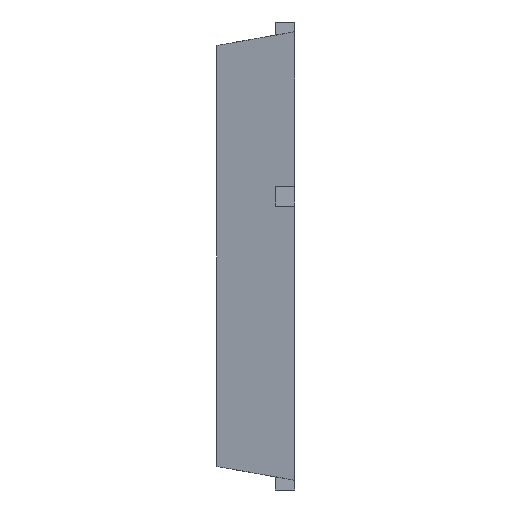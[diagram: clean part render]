
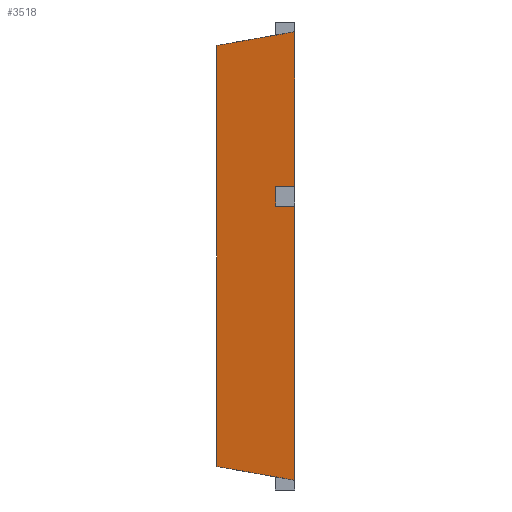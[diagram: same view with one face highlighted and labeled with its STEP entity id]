
A CAD part, left-side view. The second image highlights one B-rep face of the part: STEP entity #3518.
In plain terms, the highlighted planar face has unit normal (-0.985, 0.174, 0).
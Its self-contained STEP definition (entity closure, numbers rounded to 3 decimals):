
#99 = CARTESIAN_POINT ( 'NONE',  ( -2.45, 0., 0.89 ) ) ;
#160 = VECTOR ( 'NONE', #7054, 1000. ) ;
#321 = EDGE_CURVE ( 'NONE', #6765, #3491, #2474, .T. ) ;
#326 = CARTESIAN_POINT ( 'NONE',  ( -2.45, 0., 2.875 ) ) ;
#331 = EDGE_CURVE ( 'NONE', #4465, #5882, #5564, .T. ) ;
#696 = VECTOR ( 'NONE', #5357, 1000. ) ;
#700 = LINE ( 'NONE', #5919, #4878 ) ;
#878 = CARTESIAN_POINT ( 'NONE',  ( -2.45, 0., 2.875 ) ) ;
#939 = VECTOR ( 'NONE', #6294, 1000. ) ;
#1039 = EDGE_LOOP ( 'NONE', ( #5521, #4414, #2865, #6712, #3277, #7263, #7125, #1830 ) ) ;
#1086 = PLANE ( 'NONE',  #1832 ) ;
#1109 = VERTEX_POINT ( 'NONE', #5848 ) ;
#1305 = VECTOR ( 'NONE', #7151, 1000. ) ;
#1584 = DIRECTION ( 'NONE',  ( 0., 0., 1. ) ) ;
#1653 = VERTEX_POINT ( 'NONE', #6447 ) ;
#1830 = ORIENTED_EDGE ( 'NONE', *, *, #3763, .T. ) ;
#1832 = AXIS2_PLACEMENT_3D ( 'NONE', #2807, #5693, #5202 ) ;
#2004 = CARTESIAN_POINT ( 'NONE',  ( -2.45, 0., -2.875 ) ) ;
#2177 = CARTESIAN_POINT ( 'NONE',  ( -2.45, 0., 0.89 ) ) ;
#2474 = LINE ( 'NONE', #878, #696 ) ;
#2807 = CARTESIAN_POINT ( 'NONE',  ( -2.45, 0., 2.875 ) ) ;
#2865 = ORIENTED_EDGE ( 'NONE', *, *, #6267, .F. ) ;
#3277 = ORIENTED_EDGE ( 'NONE', *, *, #6895, .T. ) ;
#3491 = VERTEX_POINT ( 'NONE', #6209 ) ;
#3518 = ADVANCED_FACE ( 'NONE', ( #4697 ), #1086, .T. ) ;
#3747 = VECTOR ( 'NONE', #6207, 1000. ) ;
#3763 = EDGE_CURVE ( 'NONE', #4015, #6765, #6507, .T. ) ;
#4015 = VERTEX_POINT ( 'NONE', #5512 ) ;
#4075 = DIRECTION ( 'NONE',  ( 0., 0., -1. ) ) ;
#4414 = ORIENTED_EDGE ( 'NONE', *, *, #4737, .T. ) ;
#4465 = VERTEX_POINT ( 'NONE', #2177 ) ;
#4684 = CARTESIAN_POINT ( 'NONE',  ( -2.282, 0.955, -2.707 ) ) ;
#4697 = FACE_OUTER_BOUND ( 'NONE', #1039, .T. ) ;
#4737 = EDGE_CURVE ( 'NONE', #3491, #1109, #6316, .T. ) ;
#4878 = VECTOR ( 'NONE', #4075, 1000. ) ;
#4939 = CARTESIAN_POINT ( 'NONE',  ( -2.406, 0.25, 0.89 ) ) ;
#5079 = CARTESIAN_POINT ( 'NONE',  ( -2.45, 0., 0.64 ) ) ;
#5131 = EDGE_CURVE ( 'NONE', #6848, #1653, #7300, .T. ) ;
#5137 = LINE ( 'NONE', #7346, #939 ) ;
#5202 = DIRECTION ( 'NONE',  ( -0.174, -0.985, 0. ) ) ;
#5207 = LINE ( 'NONE', #6888, #5483 ) ;
#5357 = DIRECTION ( 'NONE',  ( 0., 0., 1. ) ) ;
#5483 = VECTOR ( 'NONE', #1584, 1000. ) ;
#5512 = CARTESIAN_POINT ( 'NONE',  ( -2.274, 1., -2.699 ) ) ;
#5516 = CARTESIAN_POINT ( 'NONE',  ( -2.274, 1., 2.699 ) ) ;
#5521 = ORIENTED_EDGE ( 'NONE', *, *, #321, .T. ) ;
#5564 = LINE ( 'NONE', #99, #1305 ) ;
#5595 = VECTOR ( 'NONE', #5682, 1000. ) ;
#5682 = DIRECTION ( 'NONE',  ( 0.174, 0.985, 0. ) ) ;
#5693 = DIRECTION ( 'NONE',  ( -0.985, 0.174, 0. ) ) ;
#5848 = CARTESIAN_POINT ( 'NONE',  ( -2.406, 0.25, 0.64 ) ) ;
#5882 = VERTEX_POINT ( 'NONE', #4939 ) ;
#5919 = CARTESIAN_POINT ( 'NONE',  ( -2.406, 0.25, 2.875 ) ) ;
#6207 = DIRECTION ( 'NONE',  ( -0.171, -0.97, 0.171 ) ) ;
#6209 = CARTESIAN_POINT ( 'NONE',  ( -2.45, 0., 0.64 ) ) ;
#6267 = EDGE_CURVE ( 'NONE', #5882, #1109, #700, .T. ) ;
#6294 = DIRECTION ( 'NONE',  ( 0., 0., 1. ) ) ;
#6316 = LINE ( 'NONE', #5079, #5595 ) ;
#6447 = CARTESIAN_POINT ( 'NONE',  ( -2.45, 0., 2.875 ) ) ;
#6507 = LINE ( 'NONE', #4684, #160 ) ;
#6712 = ORIENTED_EDGE ( 'NONE', *, *, #331, .F. ) ;
#6765 = VERTEX_POINT ( 'NONE', #2004 ) ;
#6848 = VERTEX_POINT ( 'NONE', #5516 ) ;
#6888 = CARTESIAN_POINT ( 'NONE',  ( -2.274, 1., 0. ) ) ;
#6895 = EDGE_CURVE ( 'NONE', #4465, #1653, #5137, .T. ) ;
#7054 = DIRECTION ( 'NONE',  ( -0.171, -0.97, -0.171 ) ) ;
#7118 = EDGE_CURVE ( 'NONE', #4015, #6848, #5207, .T. ) ;
#7125 = ORIENTED_EDGE ( 'NONE', *, *, #7118, .F. ) ;
#7151 = DIRECTION ( 'NONE',  ( 0.174, 0.985, 0. ) ) ;
#7263 = ORIENTED_EDGE ( 'NONE', *, *, #5131, .F. ) ;
#7300 = LINE ( 'NONE', #326, #3747 ) ;
#7346 = CARTESIAN_POINT ( 'NONE',  ( -2.45, 0., 2.875 ) ) ;
